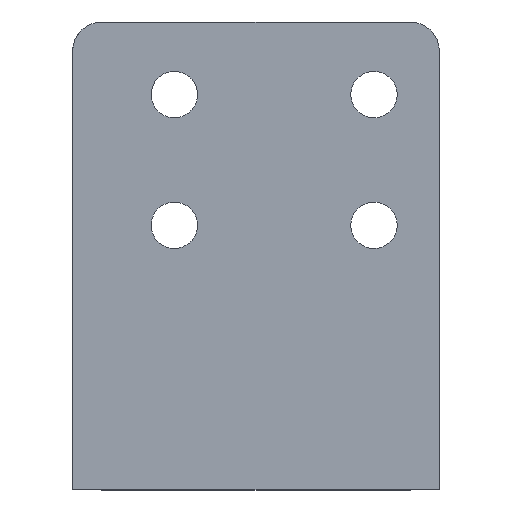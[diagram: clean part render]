
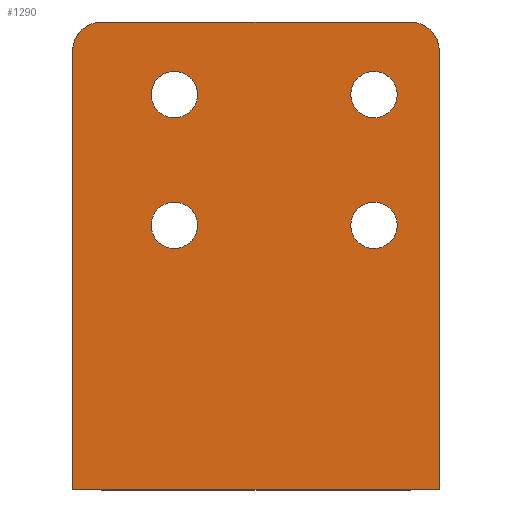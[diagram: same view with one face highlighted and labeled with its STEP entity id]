
A CAD part, top view. The second image highlights one B-rep face of the part: STEP entity #1290.
In plain terms, the highlighted planar face has unit normal (0, 0, 1).
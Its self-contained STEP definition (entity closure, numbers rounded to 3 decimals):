
#41=FACE_BOUND('',#240,.T.);
#42=FACE_BOUND('',#241,.T.);
#43=FACE_BOUND('',#242,.T.);
#44=FACE_BOUND('',#243,.T.);
#91=PLANE('',#1414);
#160=FACE_OUTER_BOUND('',#239,.T.);
#239=EDGE_LOOP('',(#1193,#1194,#1195,#1196,#1197,#1198));
#240=EDGE_LOOP('',(#1199));
#241=EDGE_LOOP('',(#1200));
#242=EDGE_LOOP('',(#1201));
#243=EDGE_LOOP('',(#1202));
#244=CIRCLE('',#1307,2.);
#266=CIRCLE('',#1348,2.);
#279=CIRCLE('',#1406,1.6);
#280=CIRCLE('',#1408,1.6);
#281=CIRCLE('',#1410,1.6);
#282=CIRCLE('',#1412,1.6);
#289=LINE('',#1788,#414);
#351=LINE('',#2299,#476);
#402=LINE('',#2413,#527);
#407=LINE('',#2431,#532);
#414=VECTOR('',#1439,10.);
#476=VECTOR('',#1617,10.);
#527=VECTOR('',#1736,10.);
#532=VECTOR('',#1759,10.);
#540=VERTEX_POINT('',#1767);
#541=VERTEX_POINT('',#1769);
#548=VERTEX_POINT('',#1787);
#593=VERTEX_POINT('',#2073);
#623=VERTEX_POINT('',#2297);
#652=VERTEX_POINT('',#2411);
#653=VERTEX_POINT('',#2415);
#654=VERTEX_POINT('',#2419);
#655=VERTEX_POINT('',#2423);
#656=VERTEX_POINT('',#2427);
#659=EDGE_CURVE('',#540,#541,#244,.T.);
#668=EDGE_CURVE('',#548,#541,#289,.T.);
#727=EDGE_CURVE('',#548,#593,#266,.T.);
#774=EDGE_CURVE('',#623,#540,#351,.T.);
#829=EDGE_CURVE('',#623,#652,#402,.T.);
#831=EDGE_CURVE('',#653,#653,#279,.T.);
#833=EDGE_CURVE('',#654,#654,#280,.T.);
#835=EDGE_CURVE('',#655,#655,#281,.T.);
#837=EDGE_CURVE('',#656,#656,#282,.T.);
#838=EDGE_CURVE('',#652,#593,#407,.T.);
#1193=ORIENTED_EDGE('',*,*,#659,.F.);
#1194=ORIENTED_EDGE('',*,*,#774,.F.);
#1195=ORIENTED_EDGE('',*,*,#829,.T.);
#1196=ORIENTED_EDGE('',*,*,#838,.T.);
#1197=ORIENTED_EDGE('',*,*,#727,.F.);
#1198=ORIENTED_EDGE('',*,*,#668,.T.);
#1199=ORIENTED_EDGE('',*,*,#837,.F.);
#1200=ORIENTED_EDGE('',*,*,#835,.F.);
#1201=ORIENTED_EDGE('',*,*,#833,.F.);
#1202=ORIENTED_EDGE('',*,*,#831,.F.);
#1290=ADVANCED_FACE('',(#160,#41,#42,#43,#44),#91,.F.);
#1307=AXIS2_PLACEMENT_3D('',#1770,#1422,#1423);
#1348=AXIS2_PLACEMENT_3D('',#2074,#1537,#1538);
#1406=AXIS2_PLACEMENT_3D('',#2417,#1740,#1741);
#1408=AXIS2_PLACEMENT_3D('',#2421,#1745,#1746);
#1410=AXIS2_PLACEMENT_3D('',#2425,#1750,#1751);
#1412=AXIS2_PLACEMENT_3D('',#2429,#1755,#1756);
#1414=AXIS2_PLACEMENT_3D('',#2432,#1760,#1761);
#1422=DIRECTION('center_axis',(0.,0.,
-1.));
#1423=DIRECTION('ref_axis',(-0.707,0.707,0.));
#1439=DIRECTION('',(-1.,0.,0.));
#1537=DIRECTION('center_axis',(0.,0.,
-1.));
#1538=DIRECTION('ref_axis',(0.707,0.707,0.));
#1617=DIRECTION('',(0.,1.,0.));
#1736=DIRECTION('',(1.,0.,0.));
#1740=DIRECTION('center_axis',(0.,0.,
1.));
#1741=DIRECTION('ref_axis',(-1.,0.,0.));
#1745=DIRECTION('center_axis',(0.,0.,
1.));
#1746=DIRECTION('ref_axis',(-1.,0.,0.));
#1750=DIRECTION('center_axis',(0.,0.,
1.));
#1751=DIRECTION('ref_axis',(-1.,0.,0.));
#1755=DIRECTION('center_axis',(0.,0.,
1.));
#1756=DIRECTION('ref_axis',(-1.,0.,0.));
#1759=DIRECTION('',(0.,1.,0.));
#1760=DIRECTION('center_axis',(0.,0.,
-1.));
#1761=DIRECTION('ref_axis',(-1.,0.,0.));
#1767=CARTESIAN_POINT('',(-7.,-23.45,1.5));
#1769=CARTESIAN_POINT('',(-5.,-21.45,1.5));
#1770=CARTESIAN_POINT('Origin',(-5.,-23.45,1.5));
#1787=CARTESIAN_POINT('',(16.25,-21.45,1.5));
#1788=CARTESIAN_POINT('',(-4.5,-21.45,1.5));
#2073=CARTESIAN_POINT('',(18.25,-23.45,1.5));
#2074=CARTESIAN_POINT('Origin',(16.25,-23.45,1.5));
#2297=CARTESIAN_POINT('',(-7.,-53.65,1.5));
#2299=CARTESIAN_POINT('',(-7.,-45.6,1.5));
#2411=CARTESIAN_POINT('',(18.25,-53.65,1.5));
#2413=CARTESIAN_POINT('',(-4.5,-53.65,1.5));
#2415=CARTESIAN_POINT('',(1.6,-26.45,1.5));
#2417=CARTESIAN_POINT('Origin',(0.,-26.45,
1.5));
#2419=CARTESIAN_POINT('',(15.35,-35.45,1.5));
#2421=CARTESIAN_POINT('Origin',(13.75,-35.45,1.5));
#2423=CARTESIAN_POINT('',(15.35,-26.45,1.5));
#2425=CARTESIAN_POINT('Origin',(13.75,-26.45,1.5));
#2427=CARTESIAN_POINT('',(1.6,-35.45,1.5));
#2429=CARTESIAN_POINT('Origin',(0.,-35.45,
1.5));
#2431=CARTESIAN_POINT('',(18.25,-53.65,1.5));
#2432=CARTESIAN_POINT('Origin',(6.875,-36.05,1.5));
